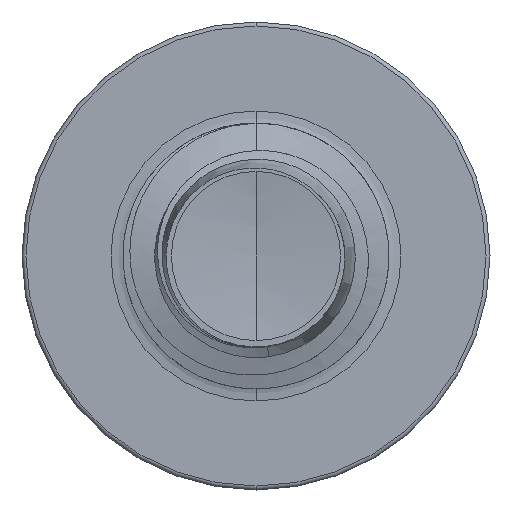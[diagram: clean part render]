
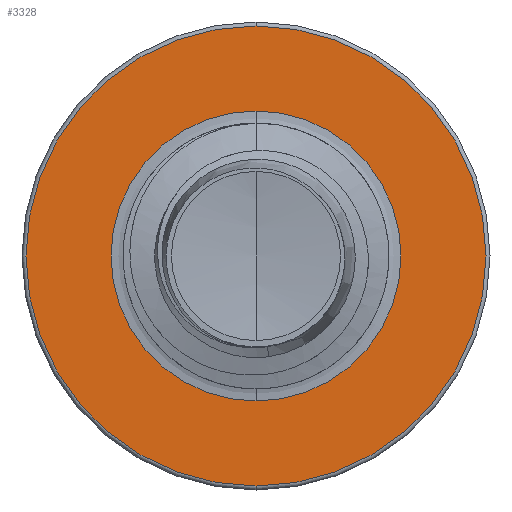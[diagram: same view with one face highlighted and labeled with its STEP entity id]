
A CAD part, front view. The second image highlights one B-rep face of the part: STEP entity #3328.
In plain terms, the highlighted planar face has unit normal (0, -1, 0).
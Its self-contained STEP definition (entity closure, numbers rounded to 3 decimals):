
#80 = DIRECTION ( 'NONE',  ( 0., 0., 1. ) ) ;
#106 = DIRECTION ( 'NONE',  ( 0., 1., 0. ) ) ;
#119 = CARTESIAN_POINT ( 'NONE',  ( 0., 3., 0. ) ) ;
#211 = CIRCLE ( 'NONE', #8353, 1.363 ) ;
#319 = EDGE_CURVE ( 'NONE', #9821, #9919, #3602, .T. ) ;
#906 = CARTESIAN_POINT ( 'NONE',  ( 0., 3., -1.363 ) ) ;
#1685 = ORIENTED_EDGE ( 'NONE', *, *, #319, .F. ) ;
#2104 = AXIS2_PLACEMENT_3D ( 'NONE', #8854, #8876, #9342 ) ;
#2236 = CIRCLE ( 'NONE', #5090, 1.363 ) ;
#2451 = FACE_OUTER_BOUND ( 'NONE', #6234, .T. ) ;
#2482 = EDGE_CURVE ( 'NONE', #9919, #9821, #2843, .T. ) ;
#2512 = CARTESIAN_POINT ( 'NONE',  ( 0., 3., 1.363 ) ) ;
#2735 = FACE_BOUND ( 'NONE', #8404, .T. ) ;
#2843 = CIRCLE ( 'NONE', #2104, 2.163 ) ;
#3328 = ADVANCED_FACE ( 'NONE', ( #2451, #2735 ), #5665, .F. ) ;
#3602 = CIRCLE ( 'NONE', #5670, 2.163 ) ;
#3604 = VERTEX_POINT ( 'NONE', #906 ) ;
#3736 = EDGE_CURVE ( 'NONE', #3604, #7875, #2236, .T. ) ;
#4195 = DIRECTION ( 'NONE',  ( 0., 1., 0. ) ) ;
#4256 = ORIENTED_EDGE ( 'NONE', *, *, #7435, .T. ) ;
#4718 = ORIENTED_EDGE ( 'NONE', *, *, #2482, .F. ) ;
#5090 = AXIS2_PLACEMENT_3D ( 'NONE', #119, #106, #80 ) ;
#5631 = DIRECTION ( 'NONE',  ( 0., 0., 1. ) ) ;
#5646 = DIRECTION ( 'NONE',  ( 0., 1., 0. ) ) ;
#5665 = PLANE ( 'NONE',  #10108 ) ;
#5670 = AXIS2_PLACEMENT_3D ( 'NONE', #6203, #5828, #5840 ) ;
#5704 = CARTESIAN_POINT ( 'NONE',  ( 0., 3., -1.363 ) ) ;
#5828 = DIRECTION ( 'NONE',  ( 0., 1., 0. ) ) ;
#5840 = DIRECTION ( 'NONE',  ( 0., 0., 1. ) ) ;
#6203 = CARTESIAN_POINT ( 'NONE',  ( 0., 3., 0. ) ) ;
#6234 = EDGE_LOOP ( 'NONE', ( #1685, #4718 ) ) ;
#6691 = CARTESIAN_POINT ( 'NONE',  ( 0., 3., -2.162 ) ) ;
#7059 = CARTESIAN_POINT ( 'NONE',  ( 0., 3., 2.163 ) ) ;
#7435 = EDGE_CURVE ( 'NONE', #7875, #3604, #211, .T. ) ;
#7875 = VERTEX_POINT ( 'NONE', #2512 ) ;
#8349 = CARTESIAN_POINT ( 'NONE',  ( 0., 3., 0. ) ) ;
#8353 = AXIS2_PLACEMENT_3D ( 'NONE', #8349, #4195, #8946 ) ;
#8404 = EDGE_LOOP ( 'NONE', ( #4256, #9558 ) ) ;
#8854 = CARTESIAN_POINT ( 'NONE',  ( 0., 3., 0. ) ) ;
#8876 = DIRECTION ( 'NONE',  ( 0., 1., 0. ) ) ;
#8946 = DIRECTION ( 'NONE',  ( 0., 0., 1. ) ) ;
#9342 = DIRECTION ( 'NONE',  ( 0., 0., 1. ) ) ;
#9558 = ORIENTED_EDGE ( 'NONE', *, *, #3736, .T. ) ;
#9821 = VERTEX_POINT ( 'NONE', #7059 ) ;
#9919 = VERTEX_POINT ( 'NONE', #6691 ) ;
#10108 = AXIS2_PLACEMENT_3D ( 'NONE', #5704, #5646, #5631 ) ;
